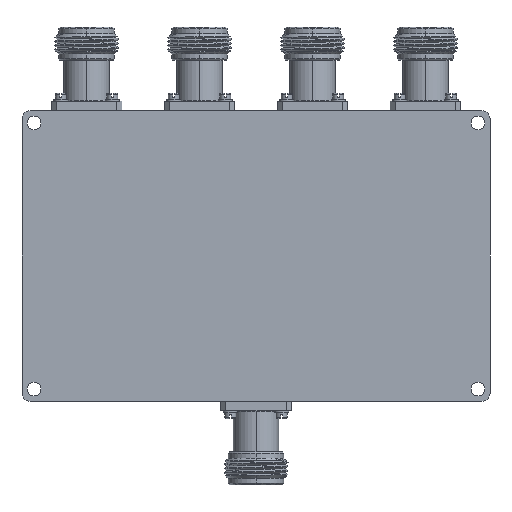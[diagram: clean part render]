
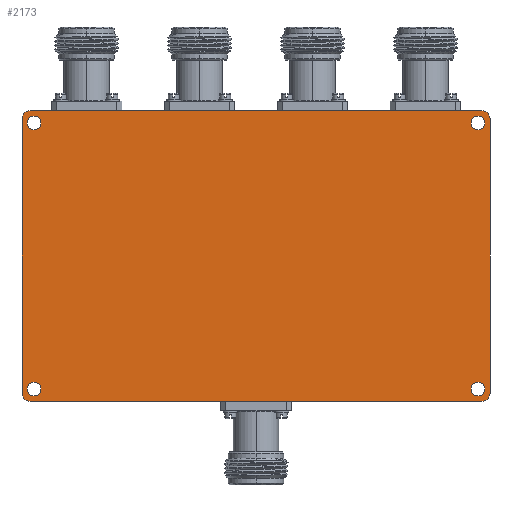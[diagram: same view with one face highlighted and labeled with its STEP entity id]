
A CAD part, front view. The second image highlights one B-rep face of the part: STEP entity #2173.
In plain terms, the highlighted planar face has unit normal (0, -1, 0).
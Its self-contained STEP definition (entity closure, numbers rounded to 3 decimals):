
#13 = ORIENTED_EDGE ( 'NONE', *, *, #5139, .F. ) ;
#95 = DIRECTION ( 'NONE',  ( 0., 0., 1. ) ) ;
#110 = CIRCLE ( 'NONE', #706, 2. ) ;
#133 = FACE_BOUND ( 'NONE', #4277, .T. ) ;
#167 = EDGE_CURVE ( 'NONE', #3516, #3807, #2664, .T. ) ;
#182 = ORIENTED_EDGE ( 'NONE', *, *, #4948, .T. ) ;
#248 = AXIS2_PLACEMENT_3D ( 'NONE', #3828, #2810, #2436 ) ;
#359 = CARTESIAN_POINT ( 'NONE',  ( -56., -10., 34. ) ) ;
#450 = CARTESIAN_POINT ( 'NONE',  ( 55., -10., -33. ) ) ;
#459 = ORIENTED_EDGE ( 'NONE', *, *, #167, .T. ) ;
#516 = EDGE_CURVE ( 'NONE', #1892, #1735, #5669, .T. ) ;
#541 = EDGE_CURVE ( 'NONE', #4071, #648, #1469, .T. ) ;
#576 = CARTESIAN_POINT ( 'NONE',  ( -56., -10., 36. ) ) ;
#605 = AXIS2_PLACEMENT_3D ( 'NONE', #4670, #3301, #5200 ) ;
#648 = VERTEX_POINT ( 'NONE', #4390 ) ;
#661 = CARTESIAN_POINT ( 'NONE',  ( 58., -10., -34. ) ) ;
#706 = AXIS2_PLACEMENT_3D ( 'NONE', #2240, #3616, #4085 ) ;
#789 = DIRECTION ( 'NONE',  ( 0., 0., 1. ) ) ;
#796 = AXIS2_PLACEMENT_3D ( 'NONE', #5346, #1092, #3940 ) ;
#797 = DIRECTION ( 'NONE',  ( 0., 1., 0. ) ) ;
#810 = EDGE_CURVE ( 'NONE', #5564, #5531, #6031, .T. ) ;
#888 = EDGE_CURVE ( 'NONE', #5531, #5564, #3747, .T. ) ;
#904 = CARTESIAN_POINT ( 'NONE',  ( -58., -10., 36. ) ) ;
#922 = ORIENTED_EDGE ( 'NONE', *, *, #1367, .F. ) ;
#1063 = CARTESIAN_POINT ( 'NONE',  ( -55., -10., 34.7 ) ) ;
#1092 = DIRECTION ( 'NONE',  ( 0., 1., 0. ) ) ;
#1108 = CARTESIAN_POINT ( 'NONE',  ( 0., -10., 0. ) ) ;
#1168 = VERTEX_POINT ( 'NONE', #576 ) ;
#1190 = EDGE_LOOP ( 'NONE', ( #3711, #3338 ) ) ;
#1202 = CARTESIAN_POINT ( 'NONE',  ( 58., -10., 34. ) ) ;
#1205 = CARTESIAN_POINT ( 'NONE',  ( -58., -10., -34. ) ) ;
#1227 = VECTOR ( 'NONE', #1788, 1000. ) ;
#1230 = VERTEX_POINT ( 'NONE', #2911 ) ;
#1334 = VERTEX_POINT ( 'NONE', #2223 ) ;
#1367 = EDGE_CURVE ( 'NONE', #5851, #1334, #4101, .T. ) ;
#1445 = DIRECTION ( 'NONE',  ( 0., 1., 0. ) ) ;
#1469 = CIRCLE ( 'NONE', #4539, 1.7 ) ;
#1573 = DIRECTION ( 'NONE',  ( 0., 0., 1. ) ) ;
#1578 = VECTOR ( 'NONE', #789, 1000. ) ;
#1708 = DIRECTION ( 'NONE',  ( 0., 1., 0. ) ) ;
#1731 = DIRECTION ( 'NONE',  ( 0., 1., 0. ) ) ;
#1735 = VERTEX_POINT ( 'NONE', #661 ) ;
#1750 = CARTESIAN_POINT ( 'NONE',  ( -56., -10., -34. ) ) ;
#1788 = DIRECTION ( 'NONE',  ( -1., 0., 0. ) ) ;
#1793 = CIRCLE ( 'NONE', #2468, 1.7 ) ;
#1821 = CIRCLE ( 'NONE', #3685, 2. ) ;
#1845 = EDGE_CURVE ( 'NONE', #1892, #3948, #110, .T. ) ;
#1878 = EDGE_CURVE ( 'NONE', #3807, #3516, #1793, .T. ) ;
#1892 = VERTEX_POINT ( 'NONE', #1202 ) ;
#1943 = CARTESIAN_POINT ( 'NONE',  ( -55., -10., 33. ) ) ;
#1946 = EDGE_CURVE ( 'NONE', #648, #4071, #5648, .T. ) ;
#2015 = FACE_BOUND ( 'NONE', #1190, .T. ) ;
#2068 = VERTEX_POINT ( 'NONE', #5644 ) ;
#2081 = AXIS2_PLACEMENT_3D ( 'NONE', #3575, #797, #4514 ) ;
#2173 = ADVANCED_FACE ( 'NONE', ( #133, #2015, #3888, #3924, #2894 ), #5820, .F. ) ;
#2223 = CARTESIAN_POINT ( 'NONE',  ( -58., -10., 34. ) ) ;
#2240 = CARTESIAN_POINT ( 'NONE',  ( 56., -10., 34. ) ) ;
#2244 = ORIENTED_EDGE ( 'NONE', *, *, #516, .F. ) ;
#2290 = CARTESIAN_POINT ( 'NONE',  ( 56., -10., 36. ) ) ;
#2364 = CARTESIAN_POINT ( 'NONE',  ( -58., -10., -36. ) ) ;
#2382 = EDGE_CURVE ( 'NONE', #2434, #4292, #3958, .T. ) ;
#2434 = VERTEX_POINT ( 'NONE', #1063 ) ;
#2436 = DIRECTION ( 'NONE',  ( 0., 0., 1. ) ) ;
#2468 = AXIS2_PLACEMENT_3D ( 'NONE', #3128, #1708, #2655 ) ;
#2621 = DIRECTION ( 'NONE',  ( 0., 0., 1. ) ) ;
#2634 = ORIENTED_EDGE ( 'NONE', *, *, #2382, .T. ) ;
#2655 = DIRECTION ( 'NONE',  ( 0., 0., 1. ) ) ;
#2664 = CIRCLE ( 'NONE', #796, 1.7 ) ;
#2698 = CARTESIAN_POINT ( 'NONE',  ( -55., -10., -34.7 ) ) ;
#2751 = DIRECTION ( 'NONE',  ( 0., -1., 0. ) ) ;
#2810 = DIRECTION ( 'NONE',  ( 0., -1., 0. ) ) ;
#2881 = ORIENTED_EDGE ( 'NONE', *, *, #4866, .T. ) ;
#2894 = FACE_OUTER_BOUND ( 'NONE', #3623, .T. ) ;
#2911 = CARTESIAN_POINT ( 'NONE',  ( -56., -10., -36. ) ) ;
#2926 = ORIENTED_EDGE ( 'NONE', *, *, #1845, .T. ) ;
#3128 = CARTESIAN_POINT ( 'NONE',  ( 55., -10., 33. ) ) ;
#3148 = ORIENTED_EDGE ( 'NONE', *, *, #810, .T. ) ;
#3246 = DIRECTION ( 'NONE',  ( 0., 0., -1. ) ) ;
#3297 = LINE ( 'NONE', #2364, #1227 ) ;
#3301 = DIRECTION ( 'NONE',  ( 0., 1., 0. ) ) ;
#3309 = DIRECTION ( 'NONE',  ( 0., 1., 0. ) ) ;
#3338 = ORIENTED_EDGE ( 'NONE', *, *, #1946, .T. ) ;
#3516 = VERTEX_POINT ( 'NONE', #3726 ) ;
#3575 = CARTESIAN_POINT ( 'NONE',  ( -55., -10., -33. ) ) ;
#3616 = DIRECTION ( 'NONE',  ( 0., -1., 0. ) ) ;
#3623 = EDGE_LOOP ( 'NONE', ( #922, #3719, #13, #182, #2244, #2926, #4855, #2881 ) ) ;
#3657 = AXIS2_PLACEMENT_3D ( 'NONE', #450, #3309, #5698 ) ;
#3685 = AXIS2_PLACEMENT_3D ( 'NONE', #1750, #5626, #3720 ) ;
#3690 = AXIS2_PLACEMENT_3D ( 'NONE', #359, #2751, #2621 ) ;
#3711 = ORIENTED_EDGE ( 'NONE', *, *, #541, .T. ) ;
#3719 = ORIENTED_EDGE ( 'NONE', *, *, #4395, .T. ) ;
#3720 = DIRECTION ( 'NONE',  ( 0., 0., 1. ) ) ;
#3726 = CARTESIAN_POINT ( 'NONE',  ( 55., -10., 34.7 ) ) ;
#3747 = CIRCLE ( 'NONE', #4246, 1.7 ) ;
#3799 = CARTESIAN_POINT ( 'NONE',  ( 58., -10., -36. ) ) ;
#3807 = VERTEX_POINT ( 'NONE', #5629 ) ;
#3818 = CARTESIAN_POINT ( 'NONE',  ( 55., -10., -31.3 ) ) ;
#3828 = CARTESIAN_POINT ( 'NONE',  ( 56., -10., -34. ) ) ;
#3888 = FACE_BOUND ( 'NONE', #5841, .T. ) ;
#3924 = FACE_BOUND ( 'NONE', #4038, .T. ) ;
#3940 = DIRECTION ( 'NONE',  ( 0., 0., 1. ) ) ;
#3948 = VERTEX_POINT ( 'NONE', #2290 ) ;
#3958 = CIRCLE ( 'NONE', #605, 1.7 ) ;
#4038 = EDGE_LOOP ( 'NONE', ( #2634, #5257 ) ) ;
#4071 = VERTEX_POINT ( 'NONE', #3818 ) ;
#4076 = CARTESIAN_POINT ( 'NONE',  ( -55., -10., -33. ) ) ;
#4084 = EDGE_CURVE ( 'NONE', #4292, #2434, #4875, .T. ) ;
#4085 = DIRECTION ( 'NONE',  ( 0., 0., 1. ) ) ;
#4092 = CIRCLE ( 'NONE', #3690, 2. ) ;
#4101 = LINE ( 'NONE', #4974, #1578 ) ;
#4191 = CARTESIAN_POINT ( 'NONE',  ( -55., -10., 31.3 ) ) ;
#4207 = ORIENTED_EDGE ( 'NONE', *, *, #1878, .T. ) ;
#4246 = AXIS2_PLACEMENT_3D ( 'NONE', #4076, #1731, #4609 ) ;
#4277 = EDGE_LOOP ( 'NONE', ( #3148, #5884 ) ) ;
#4292 = VERTEX_POINT ( 'NONE', #4191 ) ;
#4390 = CARTESIAN_POINT ( 'NONE',  ( 55., -10., -34.7 ) ) ;
#4395 = EDGE_CURVE ( 'NONE', #5851, #1230, #1821, .T. ) ;
#4478 = AXIS2_PLACEMENT_3D ( 'NONE', #1943, #4724, #4753 ) ;
#4489 = EDGE_CURVE ( 'NONE', #1168, #3948, #6017, .T. ) ;
#4514 = DIRECTION ( 'NONE',  ( 0., 0., 1. ) ) ;
#4539 = AXIS2_PLACEMENT_3D ( 'NONE', #5693, #1445, #95 ) ;
#4609 = DIRECTION ( 'NONE',  ( 0., 0., 1. ) ) ;
#4656 = CARTESIAN_POINT ( 'NONE',  ( -55., -10., -31.3 ) ) ;
#4670 = CARTESIAN_POINT ( 'NONE',  ( -55., -10., 33. ) ) ;
#4724 = DIRECTION ( 'NONE',  ( 0., 1., 0. ) ) ;
#4749 = AXIS2_PLACEMENT_3D ( 'NONE', #1108, #5789, #1573 ) ;
#4753 = DIRECTION ( 'NONE',  ( 0., 0., 1. ) ) ;
#4855 = ORIENTED_EDGE ( 'NONE', *, *, #4489, .F. ) ;
#4866 = EDGE_CURVE ( 'NONE', #1168, #1334, #4092, .T. ) ;
#4875 = CIRCLE ( 'NONE', #4478, 1.7 ) ;
#4948 = EDGE_CURVE ( 'NONE', #2068, #1735, #5488, .T. ) ;
#4974 = CARTESIAN_POINT ( 'NONE',  ( -58., -10., -36. ) ) ;
#5044 = VECTOR ( 'NONE', #3246, 1000. ) ;
#5139 = EDGE_CURVE ( 'NONE', #2068, #1230, #3297, .T. ) ;
#5200 = DIRECTION ( 'NONE',  ( 0., 0., 1. ) ) ;
#5257 = ORIENTED_EDGE ( 'NONE', *, *, #4084, .T. ) ;
#5276 = VECTOR ( 'NONE', #6083, 1000. ) ;
#5346 = CARTESIAN_POINT ( 'NONE',  ( 55., -10., 33. ) ) ;
#5488 = CIRCLE ( 'NONE', #248, 2. ) ;
#5531 = VERTEX_POINT ( 'NONE', #2698 ) ;
#5564 = VERTEX_POINT ( 'NONE', #4656 ) ;
#5626 = DIRECTION ( 'NONE',  ( 0., -1., 0. ) ) ;
#5629 = CARTESIAN_POINT ( 'NONE',  ( 55., -10., 31.3 ) ) ;
#5644 = CARTESIAN_POINT ( 'NONE',  ( 56., -10., -36. ) ) ;
#5648 = CIRCLE ( 'NONE', #3657, 1.7 ) ;
#5669 = LINE ( 'NONE', #3799, #5044 ) ;
#5693 = CARTESIAN_POINT ( 'NONE',  ( 55., -10., -33. ) ) ;
#5698 = DIRECTION ( 'NONE',  ( 0., 0., 1. ) ) ;
#5789 = DIRECTION ( 'NONE',  ( 0., 1., 0. ) ) ;
#5820 = PLANE ( 'NONE',  #4749 ) ;
#5841 = EDGE_LOOP ( 'NONE', ( #459, #4207 ) ) ;
#5851 = VERTEX_POINT ( 'NONE', #1205 ) ;
#5884 = ORIENTED_EDGE ( 'NONE', *, *, #888, .T. ) ;
#6017 = LINE ( 'NONE', #904, #5276 ) ;
#6031 = CIRCLE ( 'NONE', #2081, 1.7 ) ;
#6083 = DIRECTION ( 'NONE',  ( 1., 0., 0. ) ) ;
